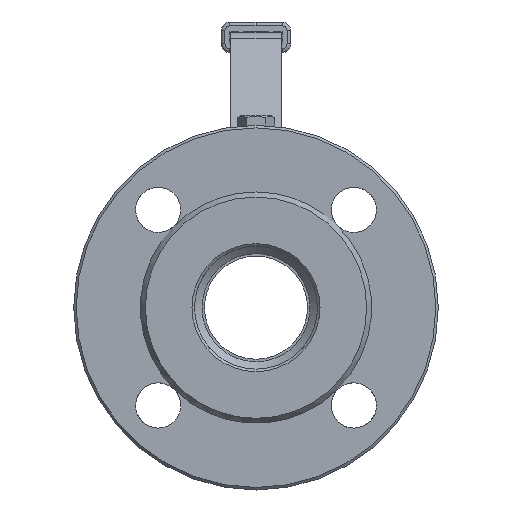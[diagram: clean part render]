
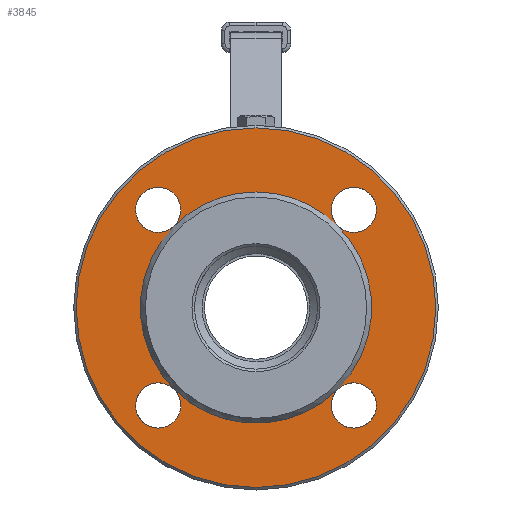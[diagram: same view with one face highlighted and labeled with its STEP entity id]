
A CAD part, front view. The second image highlights one B-rep face of the part: STEP entity #3845.
In plain terms, the highlighted planar face has unit normal (0, -1, 0).
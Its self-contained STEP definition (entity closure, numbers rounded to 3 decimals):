
#3695=CARTESIAN_POINT('',(0.,-13.,71.5));
#3696=VERTEX_POINT('',#3695);
#3703=CARTESIAN_POINT('',(-0.,-13.,-71.5));
#3704=VERTEX_POINT('',#3703);
#3705=CARTESIAN_POINT('',(0.,-13.,0.));
#3706=DIRECTION('',(0.,-1.,0.));
#3707=DIRECTION('',(0.,0.,-1.));
#3708=AXIS2_PLACEMENT_3D('',#3705,#3706,#3707);
#3709=CIRCLE('',#3708,71.5);
#3710=EDGE_CURVE('',#3704,#3696,#3709,.T.);
#3712=CARTESIAN_POINT('',(0.,-13.,0.));
#3713=DIRECTION('',(0.,-1.,0.));
#3714=DIRECTION('',(0.,0.,-1.));
#3715=AXIS2_PLACEMENT_3D('',#3712,#3713,#3714);
#3716=CIRCLE('',#3715,71.5);
#3717=EDGE_CURVE('',#3696,#3704,#3716,.T.);
#3725=CARTESIAN_POINT('',(0.,-13.,46.));
#3726=DIRECTION('',(0.,-1.,0.));
#3727=DIRECTION('',(0.,0.,-1.));
#3728=AXIS2_PLACEMENT_3D('',#3725,#3726,#3727);
#3729=PLANE('',#3728);
#3730=ORIENTED_EDGE('',*,*,#3710,.T.);
#3731=ORIENTED_EDGE('',*,*,#3717,.T.);
#3732=EDGE_LOOP('',(#3730,#3731));
#3733=FACE_BOUND('',#3732,.T.);
#3734=CARTESIAN_POINT('',(-32.527,-13.,32.527));
#3735=VERTEX_POINT('',#3734);
#3736=CARTESIAN_POINT('',(-32.527,-13.,-32.527));
#3737=VERTEX_POINT('',#3736);
#3738=CARTESIAN_POINT('',(0.,-13.,0.));
#3739=DIRECTION('',(0.,-1.,0.));
#3740=DIRECTION('',(0.,0.,-1.));
#3741=AXIS2_PLACEMENT_3D('',#3738,#3739,#3740);
#3742=CIRCLE('',#3741,46.);
#3743=EDGE_CURVE('',#3735,#3737,#3742,.T.);
#3744=ORIENTED_EDGE('',*,*,#3743,.F.);
#3745=CARTESIAN_POINT('',(-29.891,-13.,38.891));
#3746=VERTEX_POINT('',#3745);
#3747=CARTESIAN_POINT('',(-38.891,-13.,38.891));
#3748=DIRECTION('',(0.,-1.,0.));
#3749=DIRECTION('',(1.,0.,0.));
#3750=AXIS2_PLACEMENT_3D('',#3747,#3748,#3749);
#3751=CIRCLE('',#3750,9.);
#3752=EDGE_CURVE('',#3746,#3735,#3751,.T.);
#3753=ORIENTED_EDGE('',*,*,#3752,.F.);
#3754=CARTESIAN_POINT('',(-38.891,-13.,38.891));
#3755=DIRECTION('',(0.,-1.,0.));
#3756=DIRECTION('',(1.,0.,0.));
#3757=AXIS2_PLACEMENT_3D('',#3754,#3755,#3756);
#3758=CIRCLE('',#3757,9.);
#3759=EDGE_CURVE('',#3735,#3746,#3758,.T.);
#3760=ORIENTED_EDGE('',*,*,#3759,.F.);
#3761=CARTESIAN_POINT('',(0.,-13.,46.));
#3762=VERTEX_POINT('',#3761);
#3763=CARTESIAN_POINT('',(0.,-13.,0.));
#3764=DIRECTION('',(0.,-1.,0.));
#3765=DIRECTION('',(0.,0.,-1.));
#3766=AXIS2_PLACEMENT_3D('',#3763,#3764,#3765);
#3767=CIRCLE('',#3766,46.);
#3768=EDGE_CURVE('',#3762,#3735,#3767,.T.);
#3769=ORIENTED_EDGE('',*,*,#3768,.F.);
#3770=CARTESIAN_POINT('',(32.527,-13.,32.527));
#3771=VERTEX_POINT('',#3770);
#3772=CARTESIAN_POINT('',(0.,-13.,0.));
#3773=DIRECTION('',(0.,-1.,0.));
#3774=DIRECTION('',(0.,0.,-1.));
#3775=AXIS2_PLACEMENT_3D('',#3772,#3773,#3774);
#3776=CIRCLE('',#3775,46.);
#3777=EDGE_CURVE('',#3771,#3762,#3776,.T.);
#3778=ORIENTED_EDGE('',*,*,#3777,.F.);
#3779=CARTESIAN_POINT('',(47.891,-13.,38.891));
#3780=VERTEX_POINT('',#3779);
#3781=CARTESIAN_POINT('',(38.891,-13.,38.891));
#3782=DIRECTION('',(0.,-1.,0.));
#3783=DIRECTION('',(1.,0.,0.));
#3784=AXIS2_PLACEMENT_3D('',#3781,#3782,#3783);
#3785=CIRCLE('',#3784,9.);
#3786=EDGE_CURVE('',#3780,#3771,#3785,.T.);
#3787=ORIENTED_EDGE('',*,*,#3786,.F.);
#3788=CARTESIAN_POINT('',(38.891,-13.,38.891));
#3789=DIRECTION('',(0.,-1.,0.));
#3790=DIRECTION('',(1.,0.,0.));
#3791=AXIS2_PLACEMENT_3D('',#3788,#3789,#3790);
#3792=CIRCLE('',#3791,9.);
#3793=EDGE_CURVE('',#3771,#3780,#3792,.T.);
#3794=ORIENTED_EDGE('',*,*,#3793,.F.);
#3795=CARTESIAN_POINT('',(32.527,-13.,-32.527));
#3796=VERTEX_POINT('',#3795);
#3797=CARTESIAN_POINT('',(0.,-13.,0.));
#3798=DIRECTION('',(0.,-1.,0.));
#3799=DIRECTION('',(0.,0.,-1.));
#3800=AXIS2_PLACEMENT_3D('',#3797,#3798,#3799);
#3801=CIRCLE('',#3800,46.);
#3802=EDGE_CURVE('',#3796,#3771,#3801,.T.);
#3803=ORIENTED_EDGE('',*,*,#3802,.F.);
#3804=CARTESIAN_POINT('',(47.891,-13.,-38.891));
#3805=VERTEX_POINT('',#3804);
#3806=CARTESIAN_POINT('',(38.891,-13.,-38.891));
#3807=DIRECTION('',(0.,-1.,0.));
#3808=DIRECTION('',(1.,0.,0.));
#3809=AXIS2_PLACEMENT_3D('',#3806,#3807,#3808);
#3810=CIRCLE('',#3809,9.);
#3811=EDGE_CURVE('',#3805,#3796,#3810,.T.);
#3812=ORIENTED_EDGE('',*,*,#3811,.F.);
#3813=CARTESIAN_POINT('',(38.891,-13.,-38.891));
#3814=DIRECTION('',(0.,-1.,0.));
#3815=DIRECTION('',(1.,0.,0.));
#3816=AXIS2_PLACEMENT_3D('',#3813,#3814,#3815);
#3817=CIRCLE('',#3816,9.);
#3818=EDGE_CURVE('',#3796,#3805,#3817,.T.);
#3819=ORIENTED_EDGE('',*,*,#3818,.F.);
#3820=CARTESIAN_POINT('',(0.,-13.,0.));
#3821=DIRECTION('',(0.,-1.,0.));
#3822=DIRECTION('',(0.,0.,-1.));
#3823=AXIS2_PLACEMENT_3D('',#3820,#3821,#3822);
#3824=CIRCLE('',#3823,46.);
#3825=EDGE_CURVE('',#3737,#3796,#3824,.T.);
#3826=ORIENTED_EDGE('',*,*,#3825,.F.);
#3827=CARTESIAN_POINT('',(-29.891,-13.,-38.891));
#3828=VERTEX_POINT('',#3827);
#3829=CARTESIAN_POINT('',(-38.891,-13.,-38.891));
#3830=DIRECTION('',(0.,-1.,0.));
#3831=DIRECTION('',(1.,0.,0.));
#3832=AXIS2_PLACEMENT_3D('',#3829,#3830,#3831);
#3833=CIRCLE('',#3832,9.);
#3834=EDGE_CURVE('',#3828,#3737,#3833,.T.);
#3835=ORIENTED_EDGE('',*,*,#3834,.F.);
#3836=CARTESIAN_POINT('',(-38.891,-13.,-38.891));
#3837=DIRECTION('',(0.,-1.,0.));
#3838=DIRECTION('',(1.,0.,0.));
#3839=AXIS2_PLACEMENT_3D('',#3836,#3837,#3838);
#3840=CIRCLE('',#3839,9.);
#3841=EDGE_CURVE('',#3737,#3828,#3840,.T.);
#3842=ORIENTED_EDGE('',*,*,#3841,.F.);
#3843=EDGE_LOOP('',(#3744,#3753,#3760,#3769,#3778,#3787,#3794,#3803,#3812,#3819,#3826,#3835,#3842));
#3844=FACE_BOUND('',#3843,.T.);
#3845=ADVANCED_FACE('',(#3733,#3844),#3729,.T.);
